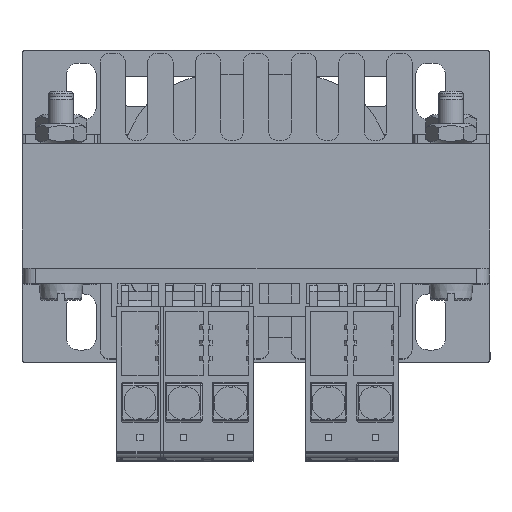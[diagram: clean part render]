
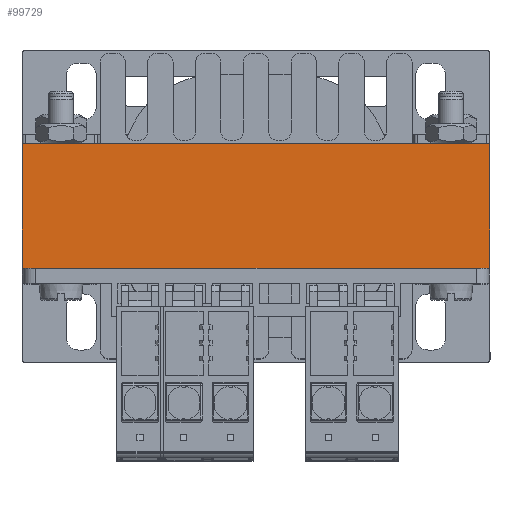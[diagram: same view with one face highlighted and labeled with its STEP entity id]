
A CAD part, top view. The second image highlights one B-rep face of the part: STEP entity #99729.
In plain terms, the highlighted planar face has unit normal (0, 0, 1).
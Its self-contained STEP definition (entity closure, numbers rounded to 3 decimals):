
#5947=PLANE('',#105119);
#10153=FACE_OUTER_BOUND('',#15235,.T.);
#15235=EDGE_LOOP('',(#70654,#70655,#70656,#70657));
#20566=LINE('',#137232,#33134);
#20568=LINE('',#137236,#33136);
#20569=LINE('',#137238,#33137);
#20570=LINE('',#137239,#33138);
#33134=VECTOR('',#111670,1.);
#33136=VECTOR('',#111674,1.);
#33137=VECTOR('',#111675,1.);
#33138=VECTOR('',#111676,1.);
#47074=VERTEX_POINT('',#137229);
#47075=VERTEX_POINT('',#137231);
#47076=VERTEX_POINT('',#137235);
#47077=VERTEX_POINT('',#137237);
#56392=EDGE_CURVE('',#47075,#47074,#20566,.T.);
#56394=EDGE_CURVE('',#47074,#47076,#20568,.T.);
#56395=EDGE_CURVE('',#47077,#47076,#20569,.T.);
#56396=EDGE_CURVE('',#47077,#47075,#20570,.T.);
#70654=ORIENTED_EDGE('',*,*,#56394,.T.);
#70655=ORIENTED_EDGE('',*,*,#56395,.F.);
#70656=ORIENTED_EDGE('',*,*,#56396,.T.);
#70657=ORIENTED_EDGE('',*,*,#56392,.T.);
#99729=ADVANCED_FACE('',(#10153),#5947,.T.);
#105119=AXIS2_PLACEMENT_3D('',#137234,#111672,#111673);
#111670=DIRECTION('',(0.,-1.,0.));
#111672=DIRECTION('center_axis',(0.,0.,1.));
#111673=DIRECTION('ref_axis',(0.,-1.,0.));
#111674=DIRECTION('',(1.,0.,0.));
#111675=DIRECTION('',(0.,-1.,0.));
#111676=DIRECTION('',(-1.,0.,0.));
#137229=CARTESIAN_POINT('',(792.517,1686.593,41.25));
#137231=CARTESIAN_POINT('',(792.517,1706.593,41.25));
#137232=CARTESIAN_POINT('',(792.517,1706.593,41.25));
#137234=CARTESIAN_POINT('Origin',(792.517,1706.593,41.25));
#137235=CARTESIAN_POINT('',(867.517,1686.593,41.25));
#137236=CARTESIAN_POINT('',(867.517,1686.593,41.25));
#137237=CARTESIAN_POINT('',(867.517,1706.593,41.25));
#137238=CARTESIAN_POINT('',(867.517,1706.593,41.25));
#137239=CARTESIAN_POINT('',(867.517,1706.593,41.25));
